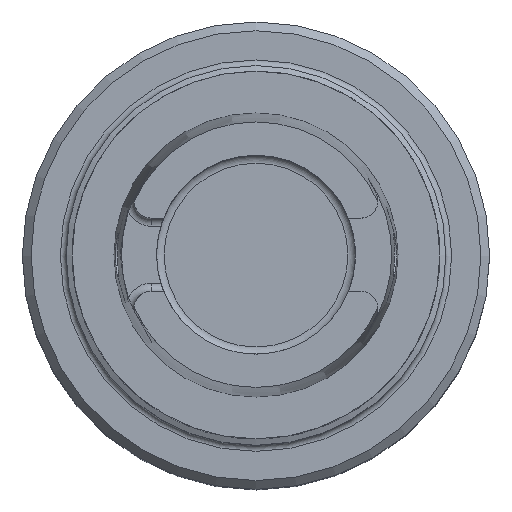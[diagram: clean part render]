
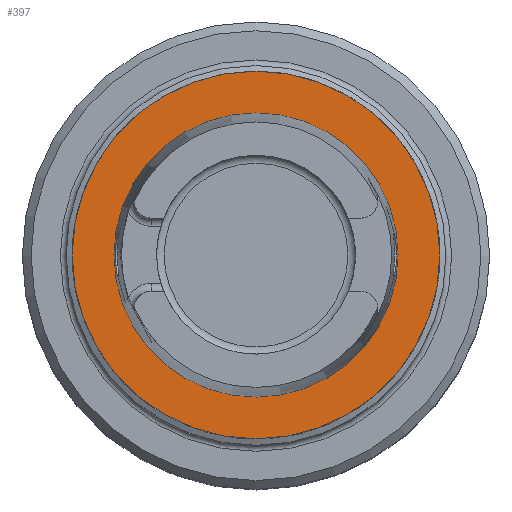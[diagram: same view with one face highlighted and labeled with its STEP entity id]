
A CAD part, top view. The second image highlights one B-rep face of the part: STEP entity #397.
In plain terms, the highlighted planar face has unit normal (0, 0, 1).
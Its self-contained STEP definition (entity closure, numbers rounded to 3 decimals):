
#397=ADVANCED_FACE('',(#520,#521),#467,.F.);
#467=PLANE('',#1602);
#520=FACE_BOUND('',#594,.T.);
#521=FACE_BOUND('',#595,.T.);
#594=EDGE_LOOP('',(#804));
#595=EDGE_LOOP('',(#805));
#804=ORIENTED_EDGE('',*,*,#1291,.F.);
#805=ORIENTED_EDGE('',*,*,#1290,.T.);
#1127=VERTEX_POINT('',#2646);
#1128=VERTEX_POINT('',#2649);
#1290=EDGE_CURVE('',#1127,#1127,#1457,.T.);
#1291=EDGE_CURVE('',#1128,#1128,#1458,.T.);
#1457=CIRCLE('',#1599,24.321);
#1458=CIRCLE('',#1601,31.47);
#1599=AXIS2_PLACEMENT_3D('',#2645,#1858,#1859);
#1601=AXIS2_PLACEMENT_3D('',#2648,#1862,#1863);
#1602=AXIS2_PLACEMENT_3D('',#2650,#1864,#1865);
#1858=DIRECTION('',(0.,0.,-1.));
#1859=DIRECTION('',(1.,0.,0.));
#1862=DIRECTION('',(0.,0.,-1.));
#1863=DIRECTION('',(1.,0.,0.));
#1864=DIRECTION('',(0.,0.,-1.));
#1865=DIRECTION('',(1.,0.,0.));
#2645=CARTESIAN_POINT('',(0.,0.,0.));
#2646=CARTESIAN_POINT('',(24.321,0.,0.));
#2648=CARTESIAN_POINT('',(0.,0.,0.));
#2649=CARTESIAN_POINT('',(31.47,0.,0.));
#2650=CARTESIAN_POINT('',(0.,-25.43,0.));
